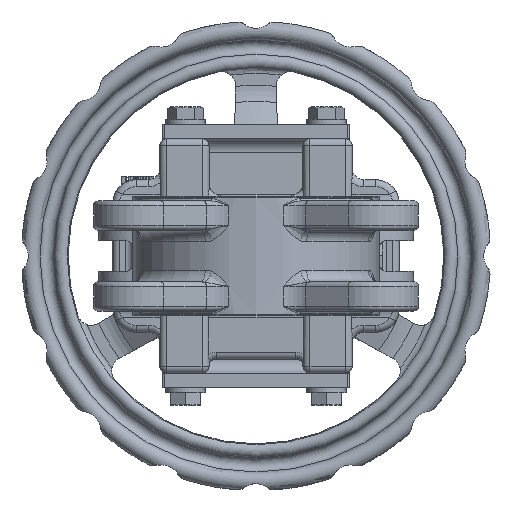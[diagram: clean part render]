
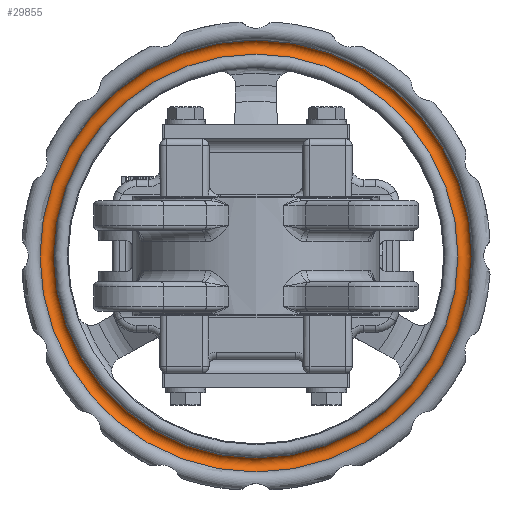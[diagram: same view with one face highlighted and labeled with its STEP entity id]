
A CAD part, left-side view. The second image highlights one B-rep face of the part: STEP entity #29855.
In plain terms, the highlighted toroidal (fillet/blend) face has major radius 89 mm and minor radius 3 mm.
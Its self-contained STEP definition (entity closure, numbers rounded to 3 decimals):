
#688=TOROIDAL_SURFACE('',#32434,89.,3.);
#10875=ORIENTED_EDGE('',*,*,#14701,.F.);
#10876=ORIENTED_EDGE('',*,*,#14700,.T.);
#14700=EDGE_CURVE('',#16948,#16948,#18147,.T.);
#14701=EDGE_CURVE('',#16949,#16949,#18148,.T.);
#16948=VERTEX_POINT('',#53187);
#16949=VERTEX_POINT('',#53190);
#18147=CIRCLE('',#32433,86.);
#18148=CIRCLE('',#32435,92.);
#19691=EDGE_LOOP('',(#10875));
#19692=EDGE_LOOP('',(#10876));
#21406=FACE_BOUND('',#19691,.T.);
#21407=FACE_BOUND('',#19692,.T.);
#29855=ADVANCED_FACE('',(#21406,#21407),#688,.F.);
#32433=AXIS2_PLACEMENT_3D('',#53186,#38609,#38610);
#32434=AXIS2_PLACEMENT_3D('',#53188,#38611,#38612);
#32435=AXIS2_PLACEMENT_3D('',#53189,#38613,#38614);
#38609=DIRECTION('',(1.,0.,0.));
#38610=DIRECTION('',(0.,0.,-1.));
#38611=DIRECTION('',(1.,0.,0.));
#38612=DIRECTION('',(0.,0.,-1.));
#38613=DIRECTION('',(1.,0.,0.));
#38614=DIRECTION('',(0.,0.,-1.));
#53186=CARTESIAN_POINT('',(32.,0.,0.));
#53187=CARTESIAN_POINT('',(32.,0.,-86.));
#53188=CARTESIAN_POINT('',(32.,0.,0.));
#53189=CARTESIAN_POINT('',(32.,0.,0.));
#53190=CARTESIAN_POINT('',(32.,0.,-92.));
